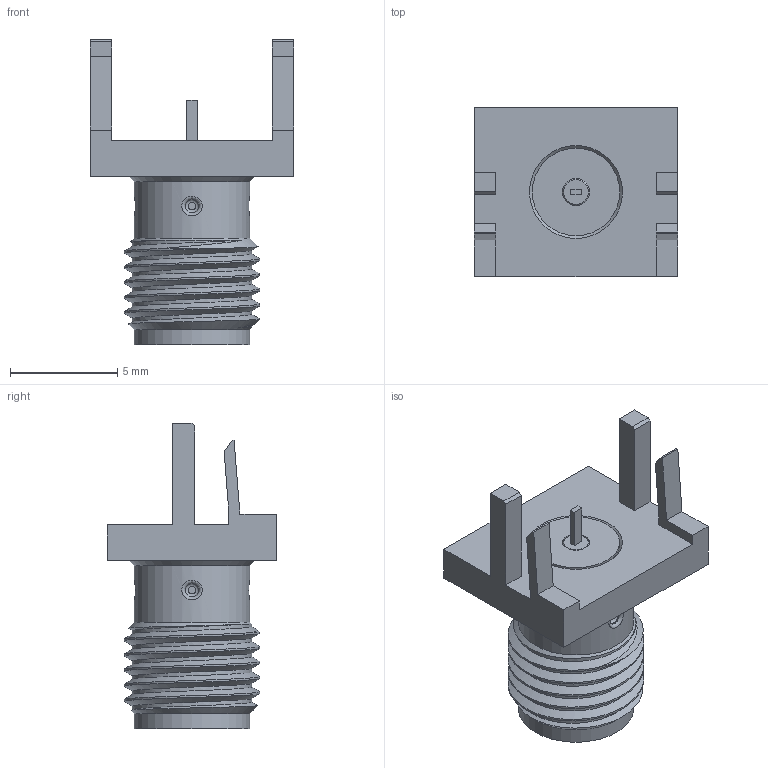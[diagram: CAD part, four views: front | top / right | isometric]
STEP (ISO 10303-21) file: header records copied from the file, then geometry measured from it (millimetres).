
FILE_DESCRIPTION (( 'STEP AP214' ), '1' );
FILE_NAME ('142-0701-841.STEP', '2022-06-09T21:45:55', ( '' ), ( '' ), 'SwSTEP 2.0', 'SolidWorks 2020', '' );
FILE_SCHEMA (( 'AUTOMOTIVE_DESIGN' ));
Length unit declared in the file: inch
Products named in the file (1): 142-0701-841
Bounding box: 9.53 x 7.92 x 14.27 mm (x, y, z)
Volume: 304.2 mm3; surface area: 741.8 mm2
Topology: 3 solids, 3 shells, 77 faces, 180 edges, 116 vertices
Faces by surface type: plane 46, cylinder 12, cone 8, bspline 7, torus 4
Full cylindrical faces by diameter (mm): 0.635 x4, 1.27 x2, 4.089 x2, 4.597 x1, 5.385 x2
Entity records: 4535 total; most frequent: CARTESIAN_POINT 2844, DIRECTION 302, ORIENTED_EDGE 290, EDGE_CURVE 145, EDGE_LOOP 116, VERTEX_POINT 109, AXIS2_PLACEMENT_3D 103, LINE 96
